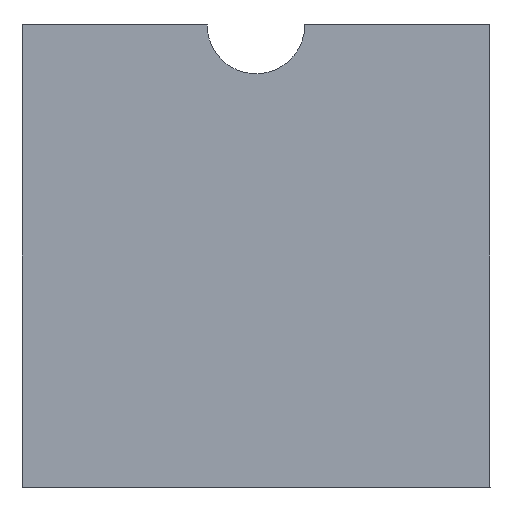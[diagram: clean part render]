
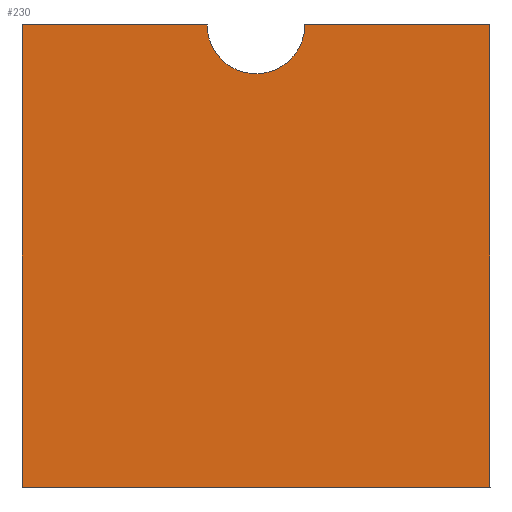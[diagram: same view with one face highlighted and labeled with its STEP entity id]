
A CAD part, front view. The second image highlights one B-rep face of the part: STEP entity #230.
In plain terms, the highlighted planar face has unit normal (0, -1, 0).
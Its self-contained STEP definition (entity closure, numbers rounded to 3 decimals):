
#5 = CARTESIAN_POINT ( 'NONE',  ( 67.483, 393.953, 404.91 ) ) ;
#15 = VERTEX_POINT ( 'NONE', #154 ) ;
#16 = EDGE_CURVE ( 'NONE', #15, #35, #103, .T. ) ;
#20 = DIRECTION ( 'NONE',  ( 1., 0., 0. ) ) ;
#24 = DIRECTION ( 'NONE',  ( -1., 0., 0. ) ) ;
#27 = DIRECTION ( 'NONE',  ( -1., 0., 0. ) ) ;
#28 = CARTESIAN_POINT ( 'NONE',  ( -106.017, 393.954, 464.91 ) ) ;
#29 = CARTESIAN_POINT ( 'NONE',  ( 180.983, 393.953, 464.91 ) ) ;
#35 = VERTEX_POINT ( 'NONE', #28 ) ;
#39 = VECTOR ( 'NONE', #245, 1000. ) ;
#40 = VECTOR ( 'NONE', #127, 1000. ) ;
#46 = VECTOR ( 'NONE', #194, 1000. ) ;
#59 = EDGE_CURVE ( 'NONE', #140, #99, #67, .T. ) ;
#63 = CARTESIAN_POINT ( 'NONE',  ( 180.983, 393.953, 464.91 ) ) ;
#67 = LINE ( 'NONE', #175, #131 ) ;
#75 = ORIENTED_EDGE ( 'NONE', *, *, #184, .F. ) ;
#86 = CARTESIAN_POINT ( 'NONE',  ( 7.483, 393.953, 404.91 ) ) ;
#87 = CARTESIAN_POINT ( 'NONE',  ( 7.483, 393.953, 464.91 ) ) ;
#91 = ORIENTED_EDGE ( 'NONE', *, *, #141, .T. ) ;
#92 = FACE_OUTER_BOUND ( 'NONE', #218, .T. ) ;
#95 = VERTEX_POINT ( 'NONE', #256 ) ;
#99 = VERTEX_POINT ( 'NONE', #63 ) ;
#101 = CARTESIAN_POINT ( 'NONE',  ( -106.017, 393.954, 181.41 ) ) ;
#103 = LINE ( 'NONE', #101, #46 ) ;
#104 = CARTESIAN_POINT ( 'NONE',  ( 7.483, 393.953, 464.91 ) ) ;
#120 =( BOUNDED_CURVE ( )  B_SPLINE_CURVE ( 3, ( #212, #5, #86, #87 ),
 .UNSPECIFIED., .F., .F. ) 
 B_SPLINE_CURVE_WITH_KNOTS ( ( 4, 4 ),
 ( 0., 3.142 ),
 .UNSPECIFIED. ) 
 CURVE ( )  GEOMETRIC_REPRESENTATION_ITEM ( )  RATIONAL_B_SPLINE_CURVE ( ( 1., 0.333, 0.333, 1. ) ) 
 REPRESENTATION_ITEM ( '' )  );
#127 = DIRECTION ( 'NONE',  ( 1., 0., 0. ) ) ;
#129 = LINE ( 'NONE', #29, #39 ) ;
#131 = VECTOR ( 'NONE', #20, 1000. ) ;
#140 = VERTEX_POINT ( 'NONE', #221 ) ;
#141 = EDGE_CURVE ( 'NONE', #140, #225, #120, .T. ) ;
#144 = AXIS2_PLACEMENT_3D ( 'NONE', #151, #222, #27 ) ;
#151 = CARTESIAN_POINT ( 'NONE',  ( 0., 393.953, 0. ) ) ;
#154 = CARTESIAN_POINT ( 'NONE',  ( -106.017, 393.954, 181.41 ) ) ;
#159 = ORIENTED_EDGE ( 'NONE', *, *, #59, .F. ) ;
#175 = CARTESIAN_POINT ( 'NONE',  ( -106.017, 393.954, 464.91 ) ) ;
#184 = EDGE_CURVE ( 'NONE', #35, #225, #214, .T. ) ;
#185 = EDGE_CURVE ( 'NONE', #95, #15, #237, .T. ) ;
#193 = PLANE ( 'NONE',  #144 ) ;
#194 = DIRECTION ( 'NONE',  ( 0., 0., 1. ) ) ;
#204 = ORIENTED_EDGE ( 'NONE', *, *, #16, .F. ) ;
#206 = VECTOR ( 'NONE', #24, 1000. ) ;
#208 = EDGE_CURVE ( 'NONE', #99, #95, #129, .T. ) ;
#212 = CARTESIAN_POINT ( 'NONE',  ( 67.483, 393.953, 464.91 ) ) ;
#214 = LINE ( 'NONE', #217, #40 ) ;
#217 = CARTESIAN_POINT ( 'NONE',  ( -106.017, 393.954, 464.91 ) ) ;
#218 = EDGE_LOOP ( 'NONE', ( #159, #91, #75, #204, #253, #223 ) ) ;
#221 = CARTESIAN_POINT ( 'NONE',  ( 67.483, 393.953, 464.91 ) ) ;
#222 = DIRECTION ( 'NONE',  ( 0., 1., 0. ) ) ;
#223 = ORIENTED_EDGE ( 'NONE', *, *, #208, .F. ) ;
#225 = VERTEX_POINT ( 'NONE', #104 ) ;
#230 = ADVANCED_FACE ( 'NONE', ( #92 ), #193, .F. ) ;
#237 = LINE ( 'NONE', #259, #206 ) ;
#245 = DIRECTION ( 'NONE',  ( 0., 0., -1. ) ) ;
#253 = ORIENTED_EDGE ( 'NONE', *, *, #185, .F. ) ;
#256 = CARTESIAN_POINT ( 'NONE',  ( 180.983, 393.953, 181.41 ) ) ;
#259 = CARTESIAN_POINT ( 'NONE',  ( 180.983, 393.953, 181.41 ) ) ;
